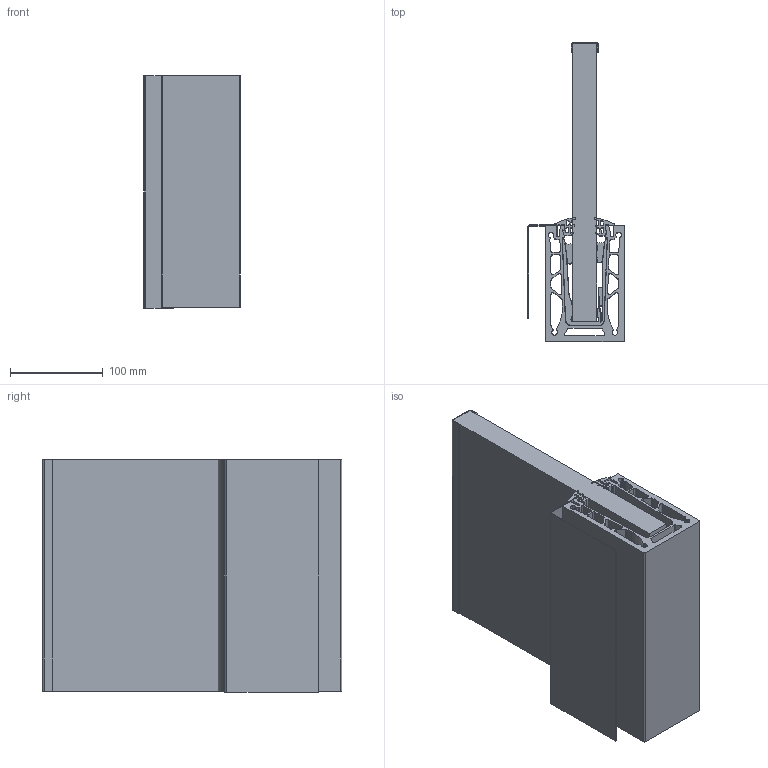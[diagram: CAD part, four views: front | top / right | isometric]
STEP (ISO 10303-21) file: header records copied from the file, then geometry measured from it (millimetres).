
FILE_DESCRIPTION (( 'STEP AP214' ), '1' );
FILE_NAME ('Baugruppe Profil 125 Glas 25-4.STEP', '2024-01-08T10:47:05', ( '' ), ( '' ), 'SwSTEP 2.0', 'SolidWorks 2022', '' );
FILE_SCHEMA (( 'AUTOMOTIVE_DESIGN' ));
Length unit declared in the file: millimetre
Products named in the file (9): 137491_01; 137493_01; Baugruppe Profil 125 Glas 25-4; Einhängeblech zu GGG125_01; 137490_01; Glas 25.52mm_01; 137485_01; 136205_01; 137489_01
Assembly tree (10 placements, depth 2):
  Baugruppe Profil 125 Glas 25-4
    137485_01
    137490_01  x2
    137491_01
    Glas 25.52mm_01
    137493_01  x2
    137489_01
    Einhängeblech zu GGG125_01
    136205_01
Bounding box: 104 x 323.25 x 251.5 mm (x, y, z)
Volume: 3034492 mm3; surface area: 767574.2 mm2
Topology: 11 solids, 11 shells, 2358 faces, 6385 edges, 4085 vertices
Faces by surface type: plane 1209, cylinder 664, bspline 378, sphere 58, torus 37, cone 12
Entity records: 85152 total; most frequent: CARTESIAN_POINT 31649, ORIENTED_EDGE 12066, DIRECTION 9835, EDGE_CURVE 6033, VERTEX_POINT 3855, LINE 3785, VECTOR 3785, AXIS2_PLACEMENT_3D 3025
